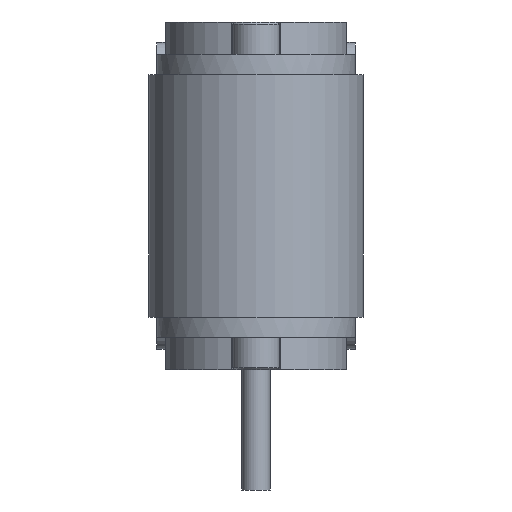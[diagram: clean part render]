
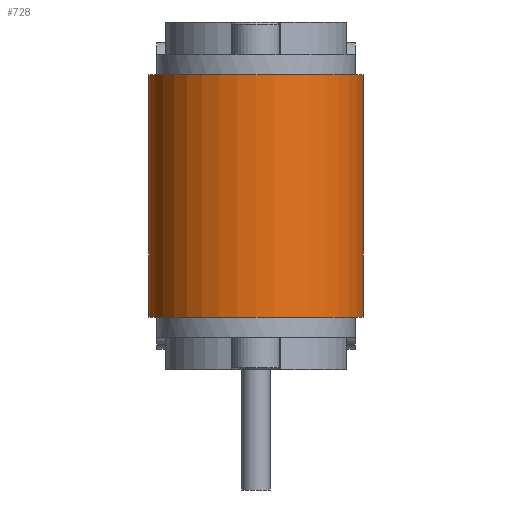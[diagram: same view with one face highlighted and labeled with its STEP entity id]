
A CAD part, left-side view. The second image highlights one B-rep face of the part: STEP entity #728.
In plain terms, the highlighted cylindrical face has radius 26.5 mm (diameter 53 mm), a partial arc.
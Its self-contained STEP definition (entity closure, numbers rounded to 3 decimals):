
#728 = ADVANCED_FACE( '', ( #1511 ), #1512, .T. );
#1511 = FACE_OUTER_BOUND( '', #2292, .T. );
#1512 = CYLINDRICAL_SURFACE( '', #2293, 26.5 );
#2292 = EDGE_LOOP( '', ( #4575, #4576, #4577, #4578 ) );
#2293 = AXIS2_PLACEMENT_3D( '', #4579, #4580, #4581 );
#4575 = ORIENTED_EDGE( '', *, *, #5095, .T. );
#4576 = ORIENTED_EDGE( '', *, *, #5497, .F. );
#4577 = ORIENTED_EDGE( '', *, *, #5374, .F. );
#4578 = ORIENTED_EDGE( '', *, *, #5442, .T. );
#4579 = CARTESIAN_POINT( '', ( 0., 0., 30. ) );
#4580 = DIRECTION( '', ( 0., 0., 1. ) );
#4581 = DIRECTION( '', ( -1., 0., 0. ) );
#5095 = EDGE_CURVE( '', #6328, #6329, #6330, .T. );
#5374 = EDGE_CURVE( '', #6727, #6728, #6729, .T. );
#5442 = EDGE_CURVE( '', #6727, #6328, #6812, .T. );
#5497 = EDGE_CURVE( '', #6728, #6329, #6872, .T. );
#6328 = VERTEX_POINT( '', #7963 );
#6329 = VERTEX_POINT( '', #7964 );
#6330 = CIRCLE( '', #7965, 26.5 );
#6727 = VERTEX_POINT( '', #8507 );
#6728 = VERTEX_POINT( '', #8508 );
#6729 = CIRCLE( '', #8509, 26.5 );
#6812 = LINE( '', #8614, #8615 );
#6872 = LINE( '', #8698, #8699 );
#7963 = CARTESIAN_POINT( '', ( 0., 26.5, -30. ) );
#7964 = CARTESIAN_POINT( '', ( 0., -26.5, -30. ) );
#7965 = AXIS2_PLACEMENT_3D( '', #9404, #9405, #9406 );
#8507 = CARTESIAN_POINT( '', ( 0., 26.5, 30. ) );
#8508 = CARTESIAN_POINT( '', ( 0., -26.5, 30. ) );
#8509 = AXIS2_PLACEMENT_3D( '', #9756, #9757, #9758 );
#8614 = CARTESIAN_POINT( '', ( 0., 26.5, 30. ) );
#8615 = VECTOR( '', #9844, 1000. );
#8698 = CARTESIAN_POINT( '', ( 0., -26.5, 30. ) );
#8699 = VECTOR( '', #9883, 1000. );
#9404 = CARTESIAN_POINT( '', ( 0., 0., -30. ) );
#9405 = DIRECTION( '', ( 0., 0., 1. ) );
#9406 = DIRECTION( '', ( 1., 0., 0. ) );
#9756 = CARTESIAN_POINT( '', ( 0., 0., 30. ) );
#9757 = DIRECTION( '', ( 0., 0., 1. ) );
#9758 = DIRECTION( '', ( 1., 0., 0. ) );
#9844 = DIRECTION( '', ( 0., 0., -1. ) );
#9883 = DIRECTION( '', ( 0., 0., -1. ) );
